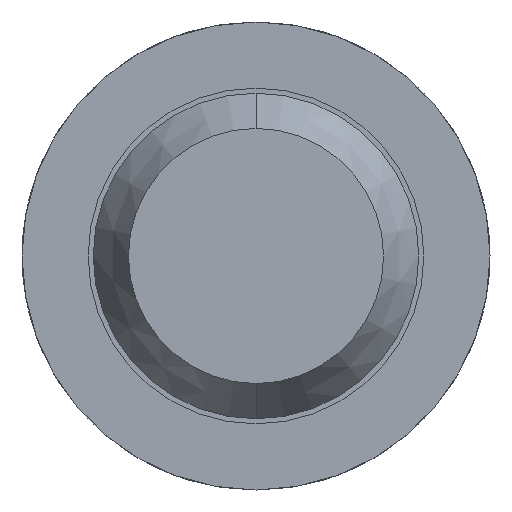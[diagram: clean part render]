
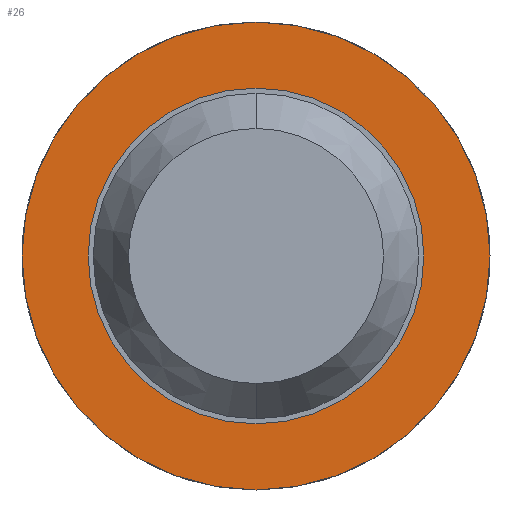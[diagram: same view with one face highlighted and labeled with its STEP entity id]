
A CAD part, front view. The second image highlights one B-rep face of the part: STEP entity #26.
In plain terms, the highlighted planar face has unit normal (0, -1, 0).
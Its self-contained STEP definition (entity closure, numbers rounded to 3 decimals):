
#26 = ADVANCED_FACE ( 'Defeature ausgef�hrt2_14', ( #3654, #3969 ), #1099, .F. ) ;
#58 = CARTESIAN_POINT ( 'NONE',  ( 0., -1.7, 1.15 ) ) ;
#166 = VERTEX_POINT ( 'NONE', #2569 ) ;
#226 = CIRCLE ( 'NONE', #2557, 1.15 ) ;
#394 = DIRECTION ( 'NONE',  ( 0., 1., 0. ) ) ;
#402 = VERTEX_POINT ( 'NONE', #1496 ) ;
#474 = DIRECTION ( 'NONE',  ( 0., 0., 1. ) ) ;
#482 = DIRECTION ( 'NONE',  ( 0., 0., 1. ) ) ;
#502 = DIRECTION ( 'NONE',  ( 0., 0., 1. ) ) ;
#531 = ORIENTED_EDGE ( 'NONE', *, *, #1287, .F. ) ;
#556 = AXIS2_PLACEMENT_3D ( 'NONE', #3863, #3256, #2331 ) ;
#786 = CARTESIAN_POINT ( 'NONE',  ( 0.825, -1.7, 0. ) ) ;
#871 = EDGE_LOOP ( 'NONE', ( #1168, #2128 ) ) ;
#1013 = DIRECTION ( 'NONE',  ( 0., 0., 1. ) ) ;
#1082 = DIRECTION ( 'NONE',  ( 0., 1., 0. ) ) ;
#1099 = PLANE ( 'NONE',  #3033 ) ;
#1155 = CARTESIAN_POINT ( 'NONE',  ( 0., -1.7, 0. ) ) ;
#1168 = ORIENTED_EDGE ( 'NONE', *, *, #4004, .T. ) ;
#1170 = AXIS2_PLACEMENT_3D ( 'NONE', #2673, #1082, #482 ) ;
#1254 = EDGE_LOOP ( 'NONE', ( #3594, #531 ) ) ;
#1287 = EDGE_CURVE ( 'Defeature ausgef�hrt2_10+Defeature ausgef�hrt2_14+Defeature ausgef�hrt2_14+Defeature ausgef�hrt2_14', #2061, #3843, #2349, .T. ) ;
#1374 = CIRCLE ( 'NONE', #1170, 0.825 ) ;
#1436 = EDGE_CURVE ( 'Defeature ausgef�hrt2_10+Defeature ausgef�hrt2_14+Defeature ausgef�hrt2_14+Defeature ausgef�hrt2_14', #3843, #2061, #226, .T. ) ;
#1482 = CIRCLE ( 'NONE', #2618, 0.825 ) ;
#1496 = CARTESIAN_POINT ( 'NONE',  ( 0., -1.7, 0.825 ) ) ;
#2061 = VERTEX_POINT ( 'NONE', #4088 ) ;
#2076 = DIRECTION ( 'NONE',  ( 0., 1., 0. ) ) ;
#2128 = ORIENTED_EDGE ( 'NONE', *, *, #3176, .T. ) ;
#2331 = DIRECTION ( 'NONE',  ( 0., 0., 1. ) ) ;
#2349 = CIRCLE ( 'NONE', #556, 1.15 ) ;
#2435 = DIRECTION ( 'NONE',  ( 0., 1., 0. ) ) ;
#2557 = AXIS2_PLACEMENT_3D ( 'NONE', #1155, #2435, #474 ) ;
#2569 = CARTESIAN_POINT ( 'NONE',  ( 0., -1.7, -0.825 ) ) ;
#2618 = AXIS2_PLACEMENT_3D ( 'NONE', #3881, #394, #1013 ) ;
#2673 = CARTESIAN_POINT ( 'NONE',  ( 0., -1.7, 0. ) ) ;
#3033 = AXIS2_PLACEMENT_3D ( 'NONE', #786, #2076, #502 ) ;
#3176 = EDGE_CURVE ( 'Defeature ausgef�hrt2_14+Defeature ausgef�hrt2_13+Defeature ausgef�hrt2_13+Defeature ausgef�hrt2_13', #166, #402, #1482, .T. ) ;
#3256 = DIRECTION ( 'NONE',  ( 0., 1., 0. ) ) ;
#3594 = ORIENTED_EDGE ( 'NONE', *, *, #1436, .F. ) ;
#3654 = FACE_OUTER_BOUND ( 'NONE', #1254, .T. ) ;
#3843 = VERTEX_POINT ( 'NONE', #58 ) ;
#3863 = CARTESIAN_POINT ( 'NONE',  ( 0., -1.7, 0. ) ) ;
#3881 = CARTESIAN_POINT ( 'NONE',  ( 0., -1.7, 0. ) ) ;
#3969 = FACE_BOUND ( 'NONE', #871, .T. ) ;
#4004 = EDGE_CURVE ( 'Defeature ausgef�hrt2_14+Defeature ausgef�hrt2_13+Defeature ausgef�hrt2_13+Defeature ausgef�hrt2_13', #402, #166, #1374, .T. ) ;
#4088 = CARTESIAN_POINT ( 'NONE',  ( 0., -1.7, -1.15 ) ) ;
